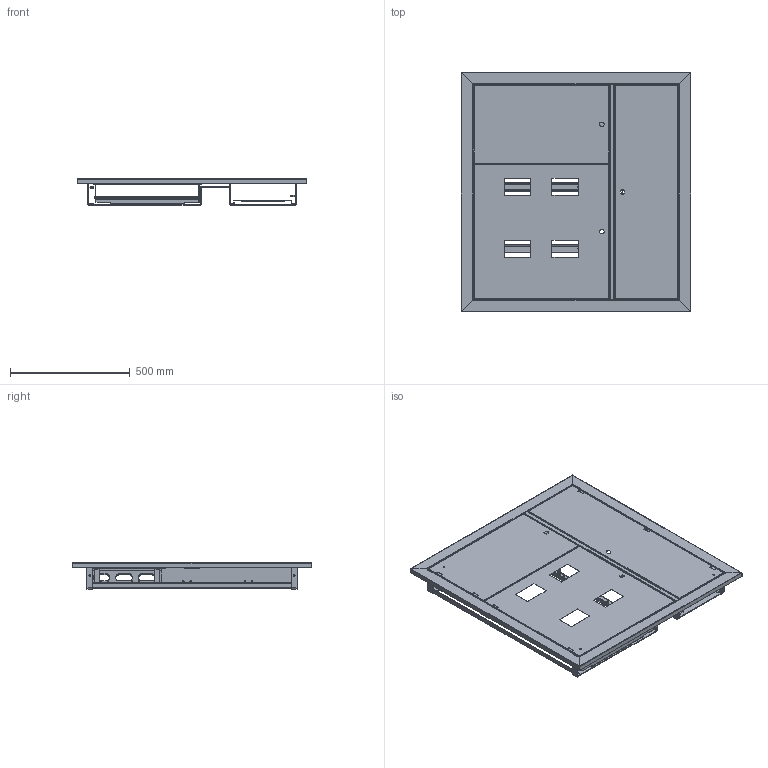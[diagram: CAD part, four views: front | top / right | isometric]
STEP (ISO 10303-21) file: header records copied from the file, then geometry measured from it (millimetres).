
FILE_DESCRIPTION(('STEP AP203'), '1');
FILE_NAME('ﾌﾊﾌ42-04-ﾅ', '', ('UNSPECIFIED'), ('UNSPECIFIED'), 'C3D Converter', 'C3D Toolkit', '');
FILE_SCHEMA(('CONFIG_CONTROL_DESIGN'));
Length unit declared in the file: millimetre
Products named in the file (32): MKM42-X-E-04; ЩЭЭ 001.01.00; ЩЭЭ 001.01.01; ЩЭЭ 001.01.02-01; ЩЭЭ 001.01.02; ЩЭЭ 001.04.00; ЩЭЭ 001.04.01; ЩЭЭ 001.04.02; ЩЭЭ 001.05.00; ЩЭЭ 001.05.01; PT DIN EN ISO 13918; ЩЭЭ 001.05.00-01; ЩЭЭ 001.01.04; КИВА 049.01.04; ЩЭЭ 001.01.03; ЩЭЭ 001.00.01; ЩЭЭ 001.00.02; ЩЭЭ 001.00.08; ЩЭЭ 001.00.09; ЩЭЭ 001.00.09-01; ЩЭЭ 001.06.00; ЩЭЭ 001.06.01; КИВА 049.00.10; КИВА 049.00.10-01; КИВА 049.00.05; КИВА 049.00.04; КИВА 049.00.03; КИВА 049.00.01-02
Assembly tree (60 placements, depth 4):
  MKM42-X-E-04
    ЩЭЭ 001.01.00
      ЩЭЭ 001.01.01  x2
      ЩЭЭ 001.01.02-01
      ЩЭЭ 001.01.02
      ЩЭЭ 001.04.00
        ЩЭЭ 001.04.01
        ЩЭЭ 001.04.02
      ЩЭЭ 001.05.00
        ЩЭЭ 001.05.01
        PT DIN EN ISO 13918  x3
      ЩЭЭ 001.05.00-01
        ЩЭЭ 001.05.01
        PT DIN EN ISO 13918  x2
      ЩЭЭ 001.01.04
      КИВА 049.01.04
      ЩЭЭ 001.01.03  x2
      (unnamed)  x2
    ЩЭЭ 001.00.01
    ЩЭЭ 001.00.02
    ЩЭЭ 001.00.08  x2
    ЩЭЭ 001.00.09
    ЩЭЭ 001.00.09-01
    ЩЭЭ 001.06.00
      ЩЭЭ 001.06.01
      PT DIN EN ISO 13918
    КИВА 049.00.10  x2
    КИВА 049.00.10-01  x2
    КИВА 049.00.05
    КИВА 049.00.04  x4
    КИВА 049.00.03  x2
    КИВА 049.00.01-02
    (unnamed)  x5
    (unnamed)  x7
    (unnamed)  x4
Bounding box: 960 x 1000 x 109 mm (x, y, z)
Volume: 2110845.5 mm3; surface area: 3843468.8 mm2
Topology: 55 solids, 55 shells, 2167 faces, 5145 edges, 3084 vertices
Faces by surface type: plane 1538, cylinder 561, bspline 58, cone 10
Full cylindrical faces by diameter (mm): 3 x12, 4 x28, 6 x14, 6.5 x28, 7 x12, 8 x6
Entity records: 37763 total; most frequent: CARTESIAN_POINT 8219, DIRECTION 5555, ORIENTED_EDGE 5456, EDGE_CURVE 2728, LINE 2121, VECTOR 2121, AXIS2_PLACEMENT_3D 1717, VERTEX_POINT 1673
